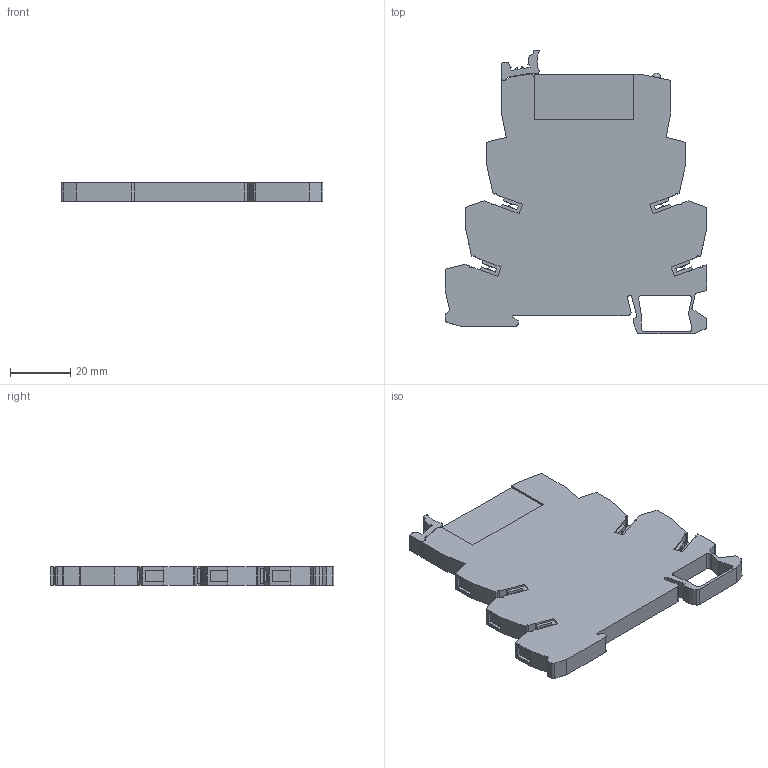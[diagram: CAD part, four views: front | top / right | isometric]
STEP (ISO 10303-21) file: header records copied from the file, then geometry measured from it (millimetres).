
FILE_DESCRIPTION((''),'2;1');
FILE_NAME('C-3-1416100-2','2014-06-20T',('workeradm'),('Tyco Electronics Ltd.'),'PRO/ENGINEER BY PARAMETRIC TECHNOLOGY CORPORATION, 2013050','PRO/ENGINEER BY PARAMETRIC TECHNOLOGY CORPORATION, 2013050','');
FILE_SCHEMA(('AUTOMOTIVE_DESIGN { 1 0 10303 214 1 1 1 1 }'));
Length unit declared in the file: millimetre
Products named in the file (1): C-3-1416100-2
Bounding box: 86.7 x 94 x 6.2 mm (x, y, z)
Volume: 33342 mm3; surface area: 14750 mm2
Topology: 1 solids, 1 shells, 424 faces, 1175 edges, 777 vertices
Faces by surface type: plane 377, cylinder 45, sphere 2
Entity records: 13500 total; most frequent: CARTESIAN_POINT 2386, ORIENTED_EDGE 2346, DIRECTION 2115, EDGE_CURVE 1173, VECTOR 1077, LINE 1077, VERTEX_POINT 777, AXIS2_PLACEMENT_3D 519
